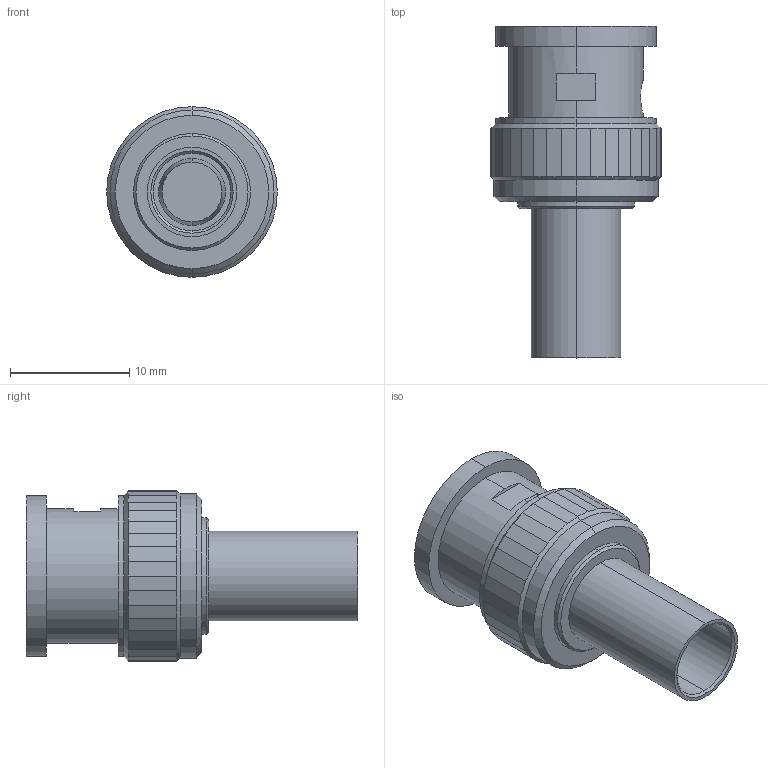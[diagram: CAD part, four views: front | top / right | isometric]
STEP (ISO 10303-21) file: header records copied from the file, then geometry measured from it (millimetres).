
FILE_DESCRIPTION((''),'2;1');
FILE_NAME('1','2021-09-06T',('Administrator'),(''),'PRO/ENGINEER BY PARAMETRIC TECHNOLOGY CORPORATION, 2012090','PRO/ENGINEER BY PARAMETRIC TECHNOLOGY CORPORATION, 2012090','');
FILE_SCHEMA(('CONFIG_CONTROL_DESIGN'));
Length unit declared in the file: millimetre
Products named in the file (1): 1
Bounding box: 14.3 x 27.8 x 14.3 mm (x, y, z)
Volume: 1840.2 mm3; surface area: 2411 mm2
Topology: 2 solids, 2 shells, 149 faces, 379 edges, 239 vertices
Faces by surface type: plane 82, cylinder 41, cone 20, torus 6
Entity records: 4942 total; most frequent: CARTESIAN_POINT 1427, ORIENTED_EDGE 758, DIRECTION 676, EDGE_CURVE 379, AXIS2_PLACEMENT_3D 254, VERTEX_POINT 239, VECTOR 168, LINE 168
